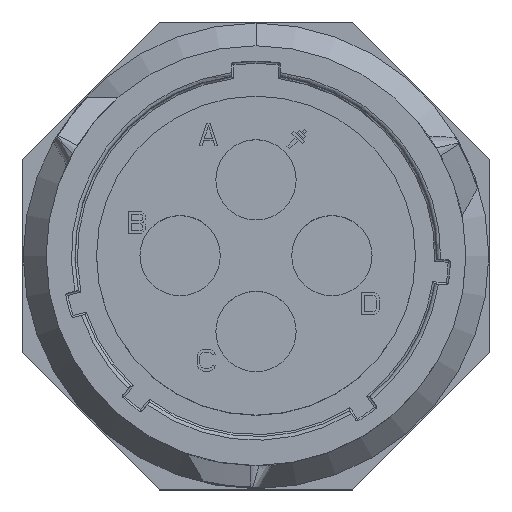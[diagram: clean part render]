
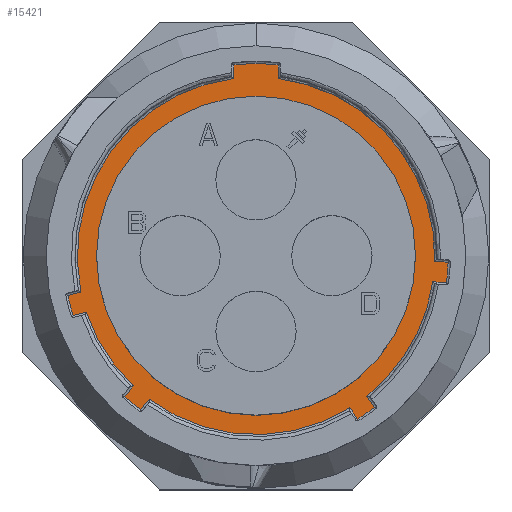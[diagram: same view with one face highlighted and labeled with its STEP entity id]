
A CAD part, top view. The second image highlights one B-rep face of the part: STEP entity #15421.
In plain terms, the highlighted planar face has unit normal (0, 0, 1).
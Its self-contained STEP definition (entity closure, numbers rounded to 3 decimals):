
#5229=CARTESIAN_POINT('',(0.,0.,11.7));
#5230=DIRECTION('',(0.,0.,-1.));
#5231=DIRECTION('',(-0.979,-0.203,0.));
#5232=AXIS2_PLACEMENT_3D('',#5229,#5230,#5231);
#5261=CARTESIAN_POINT('',(0.,0.,11.7));
#5262=DIRECTION('',(0.,0.,-1.));
#5263=DIRECTION('',(0.,1.,0.));
#5264=AXIS2_PLACEMENT_3D('',#5261,#5262,#5263);
#5266=CARTESIAN_POINT('',(0.,0.,11.7));
#5267=DIRECTION('',(0.,0.,-1.));
#5268=DIRECTION('',(0.,-1.,0.));
#5269=AXIS2_PLACEMENT_3D('',#5266,#5267,#5268);
#5275=DIRECTION('',(0.,1.,0.));
#5276=VECTOR('',#5275,0.922);
#5277=CARTESIAN_POINT('',(-1.5,12.037,11.7));
#5278=LINE('',#5277,#5276);
#5293=CARTESIAN_POINT('',(0.,0.,11.7));
#5294=DIRECTION('',(0.,0.,-1.));
#5295=DIRECTION('',(-0.115,0.993,0.));
#5296=AXIS2_PLACEMENT_3D('',#5293,#5294,#5295);
#5311=DIRECTION('',(0.,-1.,0.));
#5312=VECTOR('',#5311,0.922);
#5313=CARTESIAN_POINT('',(1.5,12.958,11.7));
#5314=LINE('',#5313,#5312);
#5315=CARTESIAN_POINT('',(0.,0.,11.7));
#5316=DIRECTION('',(0.,0.,-1.));
#5317=DIRECTION('',(0.124,0.992,0.));
#5318=AXIS2_PLACEMENT_3D('',#5315,#5316,#5317);
#5360=DIRECTION('',(0.996,-0.087,0.));
#5361=VECTOR('',#5360,0.916);
#5362=CARTESIAN_POINT('',(12.125,-0.358,11.7));
#5363=LINE('',#5362,#5361);
#5378=CARTESIAN_POINT('',(0.,0.,11.7));
#5379=DIRECTION('',(0.,0.,-1.));
#5380=DIRECTION('',(0.999,-0.034,0.));
#5381=AXIS2_PLACEMENT_3D('',#5378,#5379,#5380);
#5387=DIRECTION('',(-0.996,0.087,0.));
#5388=VECTOR('',#5387,0.916);
#5389=CARTESIAN_POINT('',(12.916,-1.833,11.7));
#5390=LINE('',#5389,#5388);
#5391=CARTESIAN_POINT('',(0.,0.,11.7));
#5392=DIRECTION('',(0.,0.,-1.));
#5393=DIRECTION('',(0.99,-0.144,0.));
#5394=AXIS2_PLACEMENT_3D('',#5391,#5392,#5393);
#5427=DIRECTION('',(0.574,-0.819,0.));
#5428=VECTOR('',#5427,0.916);
#5429=CARTESIAN_POINT('',(7.519,-9.518,11.7));
#5430=LINE('',#5429,#5428);
#5445=CARTESIAN_POINT('',(0.,0.,11.7));
#5446=DIRECTION('',(0.,0.,-1.));
#5447=DIRECTION('',(0.617,-0.787,0.));
#5448=AXIS2_PLACEMENT_3D('',#5445,#5446,#5447);
#5474=DIRECTION('',(-0.574,0.819,0.));
#5475=VECTOR('',#5474,0.916);
#5476=CARTESIAN_POINT('',(6.898,-11.072,11.7));
#5477=LINE('',#5476,#5475);
#5494=CARTESIAN_POINT('',(0.,0.,11.7));
#5495=DIRECTION('',(0.,0.,1.));
#5496=DIRECTION('',(-0.598,-0.802,0.));
#5497=AXIS2_PLACEMENT_3D('',#5494,#5495,#5496);
#5512=DIRECTION('',(-0.643,-0.766,0.));
#5513=VECTOR('',#5512,0.916);
#5514=CARTESIAN_POINT('',(-7.248,-9.727,11.7));
#5515=LINE('',#5514,#5513);
#5521=CARTESIAN_POINT('',(0.,0.,11.7));
#5522=DIRECTION('',(0.,0.,-1.));
#5523=DIRECTION('',(-0.601,-0.799,0.));
#5524=AXIS2_PLACEMENT_3D('',#5521,#5522,#5523);
#5530=DIRECTION('',(0.643,0.766,0.));
#5531=VECTOR('',#5530,0.916);
#5532=CARTESIAN_POINT('',(-8.909,-9.529,11.7));
#5533=LINE('',#5532,#5531);
#5543=CARTESIAN_POINT('',(0.,0.,11.7));
#5544=DIRECTION('',(0.,0.,-1.));
#5545=DIRECTION('',(-0.686,-0.728,0.));
#5546=AXIS2_PLACEMENT_3D('',#5543,#5544,#5545);
#5579=DIRECTION('',(-0.966,-0.259,0.));
#5580=VECTOR('',#5579,0.916);
#5581=CARTESIAN_POINT('',(-11.516,-3.81,11.7));
#5582=LINE('',#5581,#5580);
#5588=CARTESIAN_POINT('',(0.,0.,11.7));
#5589=DIRECTION('',(0.,0.,-1.));
#5590=DIRECTION('',(-0.951,-0.31,0.));
#5591=AXIS2_PLACEMENT_3D('',#5588,#5589,#5590);
#5606=DIRECTION('',(0.966,0.259,0.));
#5607=VECTOR('',#5606,0.916);
#5608=CARTESIAN_POINT('',(-12.764,-2.695,11.7));
#5609=LINE('',#5608,#5607);
#7541=CARTESIAN_POINT('',(-11.878,-2.458,11.7));
#7542=CARTESIAN_POINT('',(-1.5,12.037,11.7));
#7543=VERTEX_POINT('',#7541);
#7544=VERTEX_POINT('',#7542);
#7549=CARTESIAN_POINT('',(-12.764,-2.695,11.7));
#7550=VERTEX_POINT('',#7549);
#7551=CARTESIAN_POINT('',(-12.401,-4.048,11.7));
#7552=VERTEX_POINT('',#7551);
#7553=CARTESIAN_POINT('',(-11.516,-3.81,11.7));
#7554=VERTEX_POINT('',#7553);
#7555=CARTESIAN_POINT('',(-8.32,-8.827,11.7));
#7556=VERTEX_POINT('',#7555);
#7561=CARTESIAN_POINT('',(-8.909,-9.529,11.7));
#7562=VERTEX_POINT('',#7561);
#7563=CARTESIAN_POINT('',(-7.837,-10.429,11.7));
#7564=VERTEX_POINT('',#7563);
#7565=CARTESIAN_POINT('',(-7.248,-9.727,11.7));
#7566=VERTEX_POINT('',#7565);
#7571=CARTESIAN_POINT('',(6.372,-10.321,11.7));
#7572=VERTEX_POINT('',#7571);
#7573=CARTESIAN_POINT('',(6.898,-11.072,11.7));
#7574=VERTEX_POINT('',#7573);
#7575=CARTESIAN_POINT('',(8.045,-10.269,11.7));
#7576=VERTEX_POINT('',#7575);
#7577=CARTESIAN_POINT('',(7.519,-9.518,11.7));
#7578=VERTEX_POINT('',#7577);
#7579=CARTESIAN_POINT('',(12.003,-1.753,11.7));
#7580=VERTEX_POINT('',#7579);
#7585=CARTESIAN_POINT('',(12.916,-1.833,11.7));
#7586=VERTEX_POINT('',#7585);
#7587=CARTESIAN_POINT('',(13.038,-0.438,11.7));
#7588=VERTEX_POINT('',#7587);
#7589=CARTESIAN_POINT('',(12.125,-0.358,11.7));
#7590=VERTEX_POINT('',#7589);
#7591=CARTESIAN_POINT('',(1.5,12.037,11.7));
#7592=VERTEX_POINT('',#7591);
#7597=CARTESIAN_POINT('',(1.5,12.958,11.7));
#7598=VERTEX_POINT('',#7597);
#7599=CARTESIAN_POINT('',(-1.5,12.958,11.7));
#7600=VERTEX_POINT('',#7599);
#7799=CARTESIAN_POINT('',(0.,10.825,11.7));
#7800=CARTESIAN_POINT('',(0.,-10.825,11.7));
#7801=VERTEX_POINT('',#7799);
#7802=VERTEX_POINT('',#7800);
#15369=CARTESIAN_POINT('',(0.,0.,11.7));
#15370=DIRECTION('',(0.,0.,-1.));
#15371=DIRECTION('',(0.,-1.,0.));
#15372=AXIS2_PLACEMENT_3D('',#15369,#15370,#15371);
#15373=PLANE('',#15372);
#15374=ORIENTED_EDGE('',*,*,#15359,.T.);
#15376=ORIENTED_EDGE('',*,*,#15375,.T.);
#15378=ORIENTED_EDGE('',*,*,#15377,.T.);
#15380=ORIENTED_EDGE('',*,*,#15379,.T.);
#15382=ORIENTED_EDGE('',*,*,#15381,.T.);
#15384=ORIENTED_EDGE('',*,*,#15383,.T.);
#15386=ORIENTED_EDGE('',*,*,#15385,.T.);
#15388=ORIENTED_EDGE('',*,*,#15387,.T.);
#15390=ORIENTED_EDGE('',*,*,#15389,.T.);
#15392=ORIENTED_EDGE('',*,*,#15391,.T.);
#15394=ORIENTED_EDGE('',*,*,#15393,.T.);
#15396=ORIENTED_EDGE('',*,*,#15395,.T.);
#15398=ORIENTED_EDGE('',*,*,#15397,.F.);
#15400=ORIENTED_EDGE('',*,*,#15399,.T.);
#15402=ORIENTED_EDGE('',*,*,#15401,.T.);
#15404=ORIENTED_EDGE('',*,*,#15403,.T.);
#15406=ORIENTED_EDGE('',*,*,#15405,.T.);
#15408=ORIENTED_EDGE('',*,*,#15407,.T.);
#15410=ORIENTED_EDGE('',*,*,#15409,.T.);
#15412=ORIENTED_EDGE('',*,*,#15411,.T.);
#15413=EDGE_LOOP('',(#15374,#15376,#15378,#15380,#15382,#15384,#15386,#15388,
#15390,#15392,#15394,#15396,#15398,#15400,#15402,#15404,#15406,#15408,#15410,
#15412));
#15414=FACE_OUTER_BOUND('',#15413,.F.);
#15416=ORIENTED_EDGE('',*,*,#15415,.F.);
#15418=ORIENTED_EDGE('',*,*,#15417,.F.);
#15419=EDGE_LOOP('',(#15416,#15418));
#15420=FACE_BOUND('',#15419,.F.);
#15421=ADVANCED_FACE('',(#15414,#15420),#15373,.F.);
#5233=CIRCLE('',#5232,12.13);
#5265=CIRCLE('',#5264,10.825);
#5270=CIRCLE('',#5269,10.825);
#5297=CIRCLE('',#5296,13.045);
#5319=CIRCLE('',#5318,12.13);
#5382=CIRCLE('',#5381,13.045);
#5395=CIRCLE('',#5394,12.13);
#5449=CIRCLE('',#5448,13.045);
#5498=CIRCLE('',#5497,12.13);
#5525=CIRCLE('',#5524,13.045);
#5547=CIRCLE('',#5546,12.13);
#5592=CIRCLE('',#5591,13.045);
#15359=EDGE_CURVE('',#7543,#7544,#5233,.T.);
#15375=EDGE_CURVE('',#7544,#7600,#5278,.T.);
#15377=EDGE_CURVE('',#7600,#7598,#5297,.T.);
#15379=EDGE_CURVE('',#7598,#7592,#5314,.T.);
#15381=EDGE_CURVE('',#7592,#7590,#5319,.T.);
#15383=EDGE_CURVE('',#7590,#7588,#5363,.T.);
#15385=EDGE_CURVE('',#7588,#7586,#5382,.T.);
#15387=EDGE_CURVE('',#7586,#7580,#5390,.T.);
#15389=EDGE_CURVE('',#7580,#7578,#5395,.T.);
#15391=EDGE_CURVE('',#7578,#7576,#5430,.T.);
#15393=EDGE_CURVE('',#7576,#7574,#5449,.T.);
#15395=EDGE_CURVE('',#7574,#7572,#5477,.T.);
#15397=EDGE_CURVE('',#7566,#7572,#5498,.T.);
#15399=EDGE_CURVE('',#7566,#7564,#5515,.T.);
#15401=EDGE_CURVE('',#7564,#7562,#5525,.T.);
#15403=EDGE_CURVE('',#7562,#7556,#5533,.T.);
#15405=EDGE_CURVE('',#7556,#7554,#5547,.T.);
#15407=EDGE_CURVE('',#7554,#7552,#5582,.T.);
#15409=EDGE_CURVE('',#7552,#7550,#5592,.T.);
#15411=EDGE_CURVE('',#7550,#7543,#5609,.T.);
#15415=EDGE_CURVE('',#7801,#7802,#5265,.T.);
#15417=EDGE_CURVE('',#7802,#7801,#5270,.T.);
